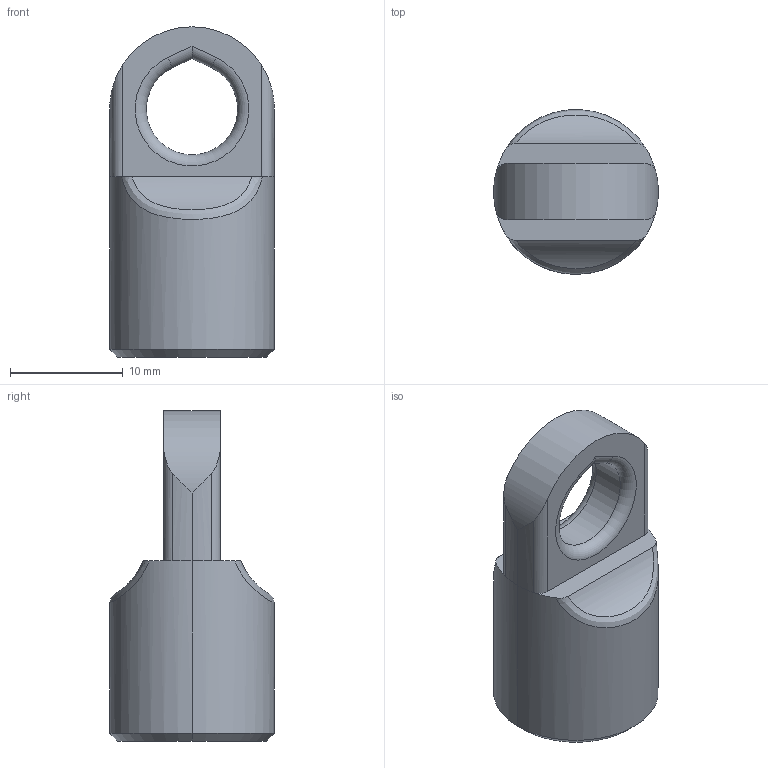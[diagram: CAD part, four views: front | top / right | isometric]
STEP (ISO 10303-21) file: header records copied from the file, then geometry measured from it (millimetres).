
FILE_DESCRIPTION(('FreeCAD Model'),'2;1');
FILE_NAME('Open CASCADE Shape Model','2025-03-10T09:14:27',(''),(''), 'Open CASCADE STEP processor 7.8','FreeCAD','Unknown');
FILE_SCHEMA(('AUTOMOTIVE_DESIGN { 1 0 10303 214 1 1 1 1 }'));
Length unit declared in the file: millimetre
Products named in the file (1): nut
Bounding box: 14.6 x 14.6 x 29.3 mm (x, y, z)
Volume: 2436.2 mm3; surface area: 1903.4 mm2
Topology: 1 solids, 1 shells, 53 faces, 134 edges, 84 vertices
Faces by surface type: cylinder 25, bspline 16, plane 8, cone 2, torus 2
Full cylindrical faces by diameter (mm): 8.9 x6
Entity records: 7942 total; most frequent: CARTESIAN_POINT 5502, DIRECTION 360, ORIENTED_EDGE 268, PCURVE 268, DEFINITIONAL_REPRESENTATION 268, LINE 194, VECTOR 194, B_SPLINE_CURVE_WITH_KNOTS 150
